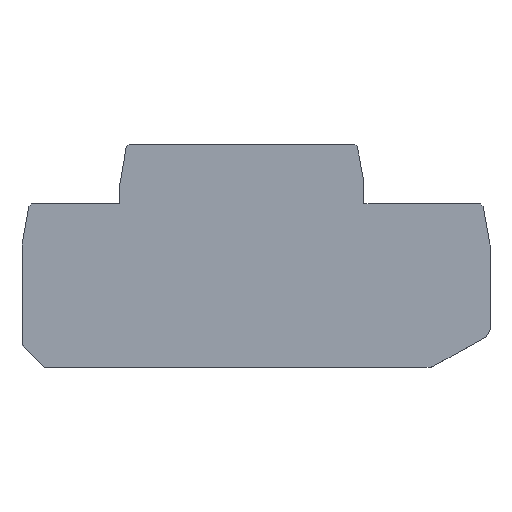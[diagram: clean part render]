
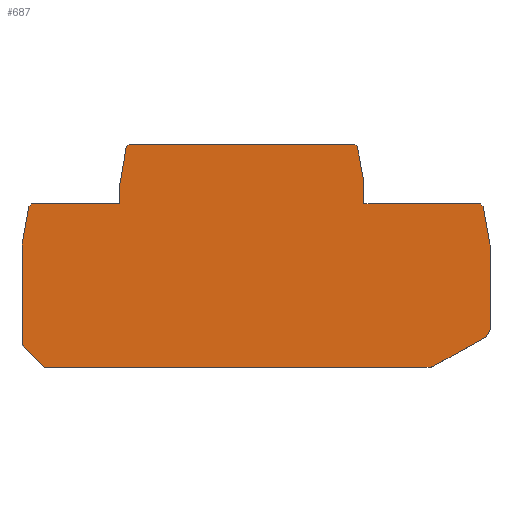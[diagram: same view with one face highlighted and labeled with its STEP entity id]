
A CAD part, top view. The second image highlights one B-rep face of the part: STEP entity #687.
In plain terms, the highlighted free-form (B-spline) face has degree [1, 1] with [2, 2] control points.
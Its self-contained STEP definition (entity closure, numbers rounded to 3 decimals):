
#25=CARTESIAN_POINT('',(40.319,5.264,8.45));
#26=VERTEX_POINT('',#25);
#27=CARTESIAN_POINT('',(30.84,0.01,8.45));
#28=VERTEX_POINT('',#27);
#29=CARTESIAN_POINT('',(40.319,5.264,8.45));
#30=CARTESIAN_POINT('',(30.84,0.01,8.45));
#31=B_SPLINE_CURVE_WITH_KNOTS('',1,(#29,#30),.POLYLINE_FORM.,.F.,.U.,(2,2),(0.,1.),.UNSPECIFIED.);
#32=EDGE_CURVE('',#26,#28,#31,.T.);
#209=CARTESIAN_POINT('',(-23.493,39.734,8.45));
#210=VERTEX_POINT('',#209);
#216=CARTESIAN_POINT('',(16.876,39.734,8.45));
#217=VERTEX_POINT('',#216);
#218=CARTESIAN_POINT('',(-23.493,39.734,8.45));
#219=CARTESIAN_POINT('',(16.876,39.734,8.45));
#220=B_SPLINE_CURVE_WITH_KNOTS('',1,(#218,#219),.POLYLINE_FORM.,.F.,.U.,(2,2),(0.,1.),.UNSPECIFIED.);
#221=EDGE_CURVE('',#210,#217,#220,.T.);
#251=CARTESIAN_POINT('',(-23.985,39.321,8.45));
#252=VERTEX_POINT('',#251);
#258=CARTESIAN_POINT('',(-23.985,39.321,8.45));
#259=CARTESIAN_POINT('',(-23.913,39.734,8.45));
#260=CARTESIAN_POINT('',(-23.493,39.734,8.45));
#261=(BOUNDED_CURVE()B_SPLINE_CURVE(2,(#258,#259,#260),.CIRCULAR_ARC.,.F.,.U.)B_SPLINE_CURVE_WITH_KNOTS((3,3),(0.,1.),.UNSPECIFIED.)CURVE()GEOMETRIC_REPRESENTATION_ITEM()RATIONAL_B_SPLINE_CURVE((1.,0.766,1.))REPRESENTATION_ITEM(''));
#262=EDGE_CURVE('',#252,#210,#261,.T.);
#274=CARTESIAN_POINT('',(-25.159,32.668,8.45));
#275=VERTEX_POINT('',#274);
#281=CARTESIAN_POINT('',(-25.159,32.668,8.45));
#282=CARTESIAN_POINT('',(-23.985,39.321,8.45));
#283=B_SPLINE_CURVE_WITH_KNOTS('',1,(#281,#282),.POLYLINE_FORM.,.F.,.U.,(2,2),(0.,1.),.UNSPECIFIED.);
#284=EDGE_CURVE('',#275,#252,#283,.T.);
#295=CARTESIAN_POINT('',(-25.159,29.134,8.45));
#296=VERTEX_POINT('',#295);
#297=CARTESIAN_POINT('',(-25.159,29.134,8.45));
#298=CARTESIAN_POINT('',(-25.159,32.668,8.45));
#299=B_SPLINE_CURVE_WITH_KNOTS('',1,(#297,#298),.POLYLINE_FORM.,.F.,.U.,(2,2),(0.,1.),.UNSPECIFIED.);
#300=EDGE_CURVE('',#296,#275,#299,.T.);
#318=CARTESIAN_POINT('',(-40.941,29.134,8.45));
#319=VERTEX_POINT('',#318);
#325=CARTESIAN_POINT('',(-40.941,29.134,8.45));
#326=CARTESIAN_POINT('',(-25.159,29.134,8.45));
#327=B_SPLINE_CURVE_WITH_KNOTS('',1,(#325,#326),.POLYLINE_FORM.,.F.,.U.,(2,2),(0.,1.),.UNSPECIFIED.);
#328=EDGE_CURVE('',#319,#296,#327,.T.);
#354=CARTESIAN_POINT('',(-41.433,28.721,8.45));
#355=VERTEX_POINT('',#354);
#361=CARTESIAN_POINT('',(-41.433,28.721,8.45));
#362=CARTESIAN_POINT('',(-41.361,29.134,8.45));
#363=CARTESIAN_POINT('',(-40.941,29.134,8.45));
#364=(BOUNDED_CURVE()B_SPLINE_CURVE(2,(#361,#362,#363),.CIRCULAR_ARC.,.F.,.U.)B_SPLINE_CURVE_WITH_KNOTS((3,3),(0.,1.),.UNSPECIFIED.)CURVE()GEOMETRIC_REPRESENTATION_ITEM()RATIONAL_B_SPLINE_CURVE((1.,0.766,1.))REPRESENTATION_ITEM(''));
#365=EDGE_CURVE('',#355,#319,#364,.T.);
#377=CARTESIAN_POINT('',(-42.659,21.773,8.45));
#378=VERTEX_POINT('',#377);
#384=CARTESIAN_POINT('',(-42.659,21.773,8.45));
#385=CARTESIAN_POINT('',(-41.433,28.721,8.45));
#386=B_SPLINE_CURVE_WITH_KNOTS('',1,(#384,#385),.POLYLINE_FORM.,.F.,.U.,(2,2),(0.,1.),.UNSPECIFIED.);
#387=EDGE_CURVE('',#378,#355,#386,.T.);
#398=CARTESIAN_POINT('',(-42.659,3.884,8.45));
#399=VERTEX_POINT('',#398);
#400=CARTESIAN_POINT('',(-42.659,3.884,8.45));
#401=CARTESIAN_POINT('',(-42.659,21.773,8.45));
#402=B_SPLINE_CURVE_WITH_KNOTS('',1,(#400,#401),.POLYLINE_FORM.,.F.,.U.,(2,2),(0.,1.),.UNSPECIFIED.);
#403=EDGE_CURVE('',#399,#378,#402,.T.);
#427=CARTESIAN_POINT('',(-38.659,-0.116,8.45));
#428=VERTEX_POINT('',#427);
#434=CARTESIAN_POINT('',(-38.659,-0.116,8.45));
#435=CARTESIAN_POINT('',(-42.659,-0.116,8.45));
#436=CARTESIAN_POINT('',(-42.659,3.884,8.45));
#437=(BOUNDED_CURVE()B_SPLINE_CURVE(2,(#434,#435,#436),.CIRCULAR_ARC.,.F.,.U.)B_SPLINE_CURVE_WITH_KNOTS((3,3),(0.,1.),.UNSPECIFIED.)CURVE()GEOMETRIC_REPRESENTATION_ITEM()RATIONAL_B_SPLINE_CURVE((1.,0.707,1.))REPRESENTATION_ITEM(''));
#438=EDGE_CURVE('',#428,#399,#437,.T.);
#450=CARTESIAN_POINT('',(30.355,-0.116,8.45));
#451=VERTEX_POINT('',#450);
#457=CARTESIAN_POINT('',(30.355,-0.116,8.45));
#458=CARTESIAN_POINT('',(-38.659,-0.116,8.45));
#459=B_SPLINE_CURVE_WITH_KNOTS('',1,(#457,#458),.POLYLINE_FORM.,.F.,.U.,(2,2),(0.,1.),.UNSPECIFIED.);
#460=EDGE_CURVE('',#451,#428,#459,.T.);
#471=CARTESIAN_POINT('',(41.091,21.773,8.45));
#472=VERTEX_POINT('',#471);
#473=CARTESIAN_POINT('',(41.091,6.576,8.45));
#474=VERTEX_POINT('',#473);
#475=CARTESIAN_POINT('',(41.091,21.773,8.45));
#476=CARTESIAN_POINT('',(41.091,6.576,8.45));
#477=B_SPLINE_CURVE_WITH_KNOTS('',1,(#475,#476),.POLYLINE_FORM.,.F.,.U.,(2,2),(0.,1.),.UNSPECIFIED.);
#478=EDGE_CURVE('',#472,#474,#477,.T.);
#499=CARTESIAN_POINT('',(39.866,28.721,8.45));
#500=VERTEX_POINT('',#499);
#501=CARTESIAN_POINT('',(39.866,28.721,8.45));
#502=CARTESIAN_POINT('',(41.091,21.773,8.45));
#503=B_SPLINE_CURVE_WITH_KNOTS('',1,(#501,#502),.POLYLINE_FORM.,.F.,.U.,(2,2),(0.,1.),.UNSPECIFIED.);
#504=EDGE_CURVE('',#500,#472,#503,.T.);
#536=CARTESIAN_POINT('',(39.374,29.134,8.45));
#537=VERTEX_POINT('',#536);
#543=CARTESIAN_POINT('',(39.374,29.134,8.45));
#544=CARTESIAN_POINT('',(39.794,29.134,8.45));
#545=CARTESIAN_POINT('',(39.866,28.721,8.45));
#546=(BOUNDED_CURVE()B_SPLINE_CURVE(2,(#543,#544,#545),.CIRCULAR_ARC.,.F.,.U.)B_SPLINE_CURVE_WITH_KNOTS((3,3),(0.,1.),.UNSPECIFIED.)CURVE()GEOMETRIC_REPRESENTATION_ITEM()RATIONAL_B_SPLINE_CURVE((1.,0.766,1.))REPRESENTATION_ITEM(''));
#547=EDGE_CURVE('',#537,#500,#546,.T.);
#559=CARTESIAN_POINT('',(18.541,29.134,8.45));
#560=VERTEX_POINT('',#559);
#566=CARTESIAN_POINT('',(18.541,29.134,8.45));
#567=CARTESIAN_POINT('',(39.374,29.134,8.45));
#568=B_SPLINE_CURVE_WITH_KNOTS('',1,(#566,#567),.POLYLINE_FORM.,.F.,.U.,(2,2),(0.,1.),.UNSPECIFIED.);
#569=EDGE_CURVE('',#560,#537,#568,.T.);
#581=CARTESIAN_POINT('',(18.541,33.004,8.45));
#582=VERTEX_POINT('',#581);
#588=CARTESIAN_POINT('',(18.541,33.004,8.45));
#589=CARTESIAN_POINT('',(18.541,29.134,8.45));
#590=B_SPLINE_CURVE_WITH_KNOTS('',1,(#588,#589),.POLYLINE_FORM.,.F.,.U.,(2,2),(0.,1.),.UNSPECIFIED.);
#591=EDGE_CURVE('',#582,#560,#590,.T.);
#602=CARTESIAN_POINT('',(17.367,39.326,8.45));
#603=VERTEX_POINT('',#602);
#604=CARTESIAN_POINT('',(17.367,39.326,8.45));
#605=CARTESIAN_POINT('',(18.541,33.004,8.45));
#606=B_SPLINE_CURVE_WITH_KNOTS('',1,(#604,#605),.POLYLINE_FORM.,.F.,.U.,(2,2),(0.,1.),.UNSPECIFIED.);
#607=EDGE_CURVE('',#603,#582,#606,.T.);
#640=CARTESIAN_POINT('',(16.876,39.734,8.45));
#641=CARTESIAN_POINT('',(17.292,39.734,8.45));
#642=CARTESIAN_POINT('',(17.367,39.326,8.45));
#643=(BOUNDED_CURVE()B_SPLINE_CURVE(2,(#640,#641,#642),.CIRCULAR_ARC.,.F.,.U.)B_SPLINE_CURVE_WITH_KNOTS((3,3),(0.,1.),.UNSPECIFIED.)CURVE()GEOMETRIC_REPRESENTATION_ITEM()RATIONAL_B_SPLINE_CURVE((1.,0.769,1.))REPRESENTATION_ITEM(''));
#644=EDGE_CURVE('',#217,#603,#643,.T.);
#650=CARTESIAN_POINT('',(10610.956,-9233.151,8.45));
#651=CARTESIAN_POINT('',(-10790.97,-9233.151,8.45));
#652=CARTESIAN_POINT('',(10610.956,10786.541,8.45));
#653=CARTESIAN_POINT('',(-10790.97,10786.541,8.45));
#654=B_SPLINE_SURFACE_WITH_KNOTS('',1,1,((#650,#651),(#652,#653)),.PLANE_SURF.,.F.,.F.,.U.,(2,2),(2,2),(0.,1.),(0.,1.),.UNSPECIFIED.);
#655=ORIENTED_EDGE('',*,*,#460,.F.);
#656=CARTESIAN_POINT('',(30.355,-0.116,8.45));
#657=CARTESIAN_POINT('',(30.614,-0.116,8.45));
#658=CARTESIAN_POINT('',(30.84,0.01,8.45));
#659=(BOUNDED_CURVE()B_SPLINE_CURVE(2,(#656,#657,#658),.CIRCULAR_ARC.,.F.,.U.)B_SPLINE_CURVE_WITH_KNOTS((3,3),(0.,1.),.UNSPECIFIED.)CURVE()GEOMETRIC_REPRESENTATION_ITEM()RATIONAL_B_SPLINE_CURVE((1.,0.968,1.))REPRESENTATION_ITEM(''));
#660=EDGE_CURVE('',#451,#28,#659,.T.);
#661=ORIENTED_EDGE('',*,*,#660,.T.);
#662=ORIENTED_EDGE('',*,*,#32,.F.);
#663=CARTESIAN_POINT('',(40.319,5.264,8.45));
#664=CARTESIAN_POINT('',(41.091,5.692,8.45));
#665=CARTESIAN_POINT('',(41.091,6.576,8.45));
#666=(BOUNDED_CURVE()B_SPLINE_CURVE(2,(#663,#664,#665),.CIRCULAR_ARC.,.F.,.U.)B_SPLINE_CURVE_WITH_KNOTS((3,3),(0.,1.),.UNSPECIFIED.)CURVE()GEOMETRIC_REPRESENTATION_ITEM()RATIONAL_B_SPLINE_CURVE((1.,0.862,1.))REPRESENTATION_ITEM(''));
#667=EDGE_CURVE('',#26,#474,#666,.T.);
#668=ORIENTED_EDGE('',*,*,#667,.T.);
#669=ORIENTED_EDGE('',*,*,#478,.F.);
#670=ORIENTED_EDGE('',*,*,#504,.F.);
#671=ORIENTED_EDGE('',*,*,#547,.F.);
#672=ORIENTED_EDGE('',*,*,#569,.F.);
#673=ORIENTED_EDGE('',*,*,#591,.F.);
#674=ORIENTED_EDGE('',*,*,#607,.F.);
#675=ORIENTED_EDGE('',*,*,#644,.F.);
#676=ORIENTED_EDGE('',*,*,#221,.F.);
#677=ORIENTED_EDGE('',*,*,#262,.F.);
#678=ORIENTED_EDGE('',*,*,#284,.F.);
#679=ORIENTED_EDGE('',*,*,#300,.F.);
#680=ORIENTED_EDGE('',*,*,#328,.F.);
#681=ORIENTED_EDGE('',*,*,#365,.F.);
#682=ORIENTED_EDGE('',*,*,#387,.F.);
#683=ORIENTED_EDGE('',*,*,#403,.F.);
#684=ORIENTED_EDGE('',*,*,#438,.F.);
#685=EDGE_LOOP('',(#655,#661,#662,#668,#669,#670,#671,#672,#673,#674,#675,#676,#677,#678,#679,#680,#681,#682,#683,#684));
#686=FACE_OUTER_BOUND('',#685,.T.);
#687=ADVANCED_FACE('',(#686),#654,.T.);
